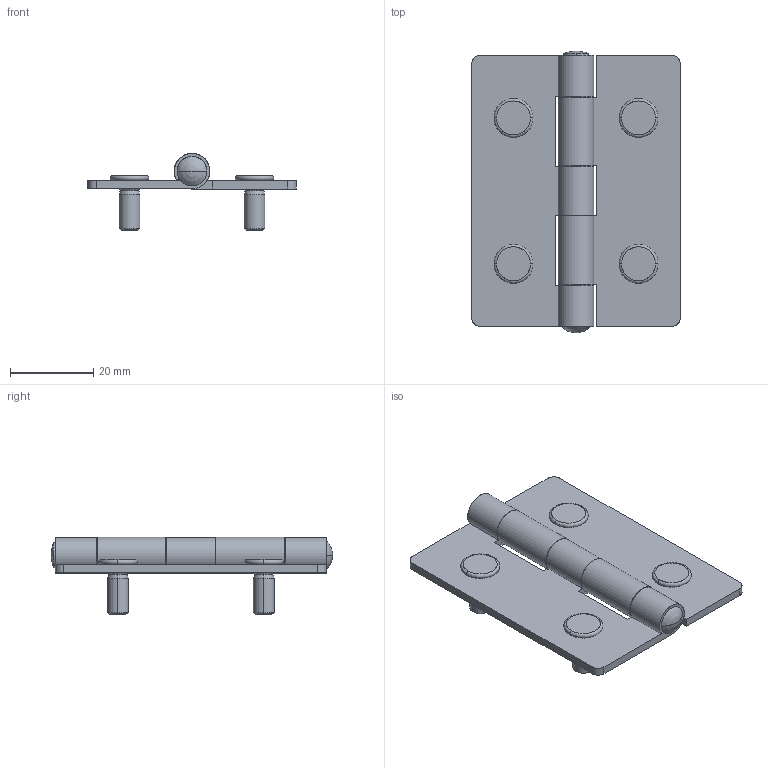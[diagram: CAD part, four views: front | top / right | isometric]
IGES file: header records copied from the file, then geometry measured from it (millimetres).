
Start section: SolidWorks IGES file using analytic representation for surfaces
Global section: file name: B-1278-3-BR.IGS; native system: SolidWorks 2018; preprocessor: SolidWorks 2018; author: 0850ay; date: 210521.163959; units: millimetre
Bounding box: 50 x 67.54 x 18.6 mm (x, y, z)
Surface area: 11579.1 mm2 (no closed solid volume)
Topology: 0 solids, 0 shells, 152 faces, 2668 edges, 2666 vertices
Faces by surface type: revolution 78, bspline 74
